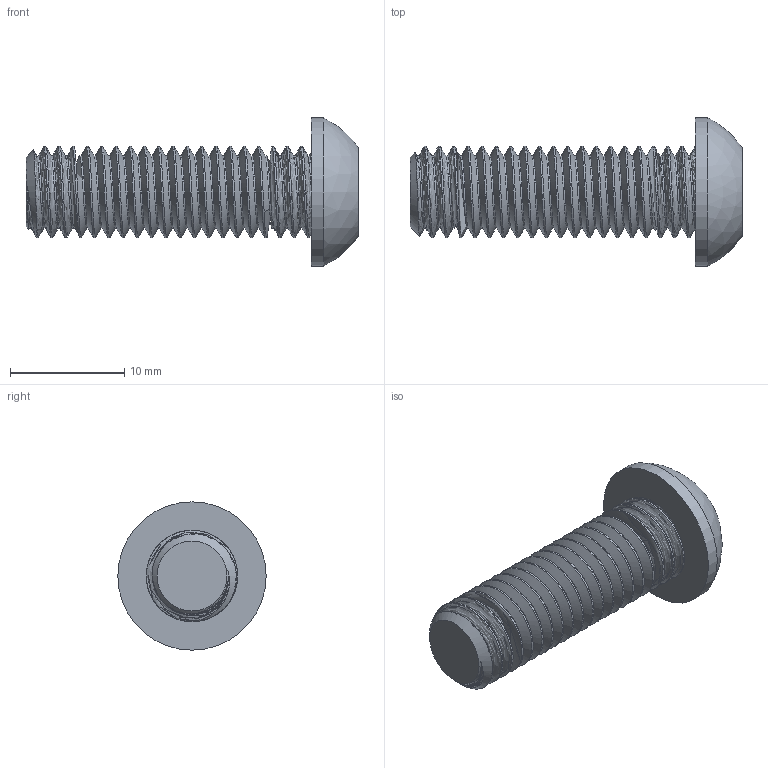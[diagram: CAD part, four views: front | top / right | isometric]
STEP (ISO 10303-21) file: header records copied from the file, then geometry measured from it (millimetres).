
FILE_DESCRIPTION(/* description */ (''),/* implementation_level */ '2;1');
FILE_NAME(/* name */ 'M8x25BHCS-2 v2.step',/* time_stamp */ '2021-09-23T09:36:31-04:00',/* author */ (''),/* organization */ (''),/* preprocessor_version */ 'ST-DEVELOPER v18.1',/* originating_system */ 'Autodesk Translation Framework v10.10.0.1391',/* authorisation */ '');
FILE_SCHEMA (('AUTOMOTIVE_DESIGN { 1 0 10303 214 3 1 1 }'));
Length unit declared in the file: millimetre
Products named in the file (2): M8x25BHCS-2; 92832A596
Assembly tree (1 placements, depth 2):
  M8x25BHCS-2
    92832A596
Bounding box: 29.1 x 13 x 13 mm (x, y, z)
Volume: 1381.2 mm3; surface area: 1384.1 mm2
Topology: 1 solids, 1 shells, 63 faces, 175 edges, 117 vertices
Faces by surface type: cylinder 54, plane 4, cone 2, bspline 2, sphere 1
Full cylindrical faces by diameter (mm): 6.376 x20, 8 x18, 13 x1
Entity records: 5400 total; most frequent: CARTESIAN_POINT 3946, ORIENTED_EDGE 350, DIRECTION 226, EDGE_CURVE 175, VERTEX_POINT 117, AXIS2_PLACEMENT_3D 86, EDGE_LOOP 66, FACE_OUTER_BOUND 63
